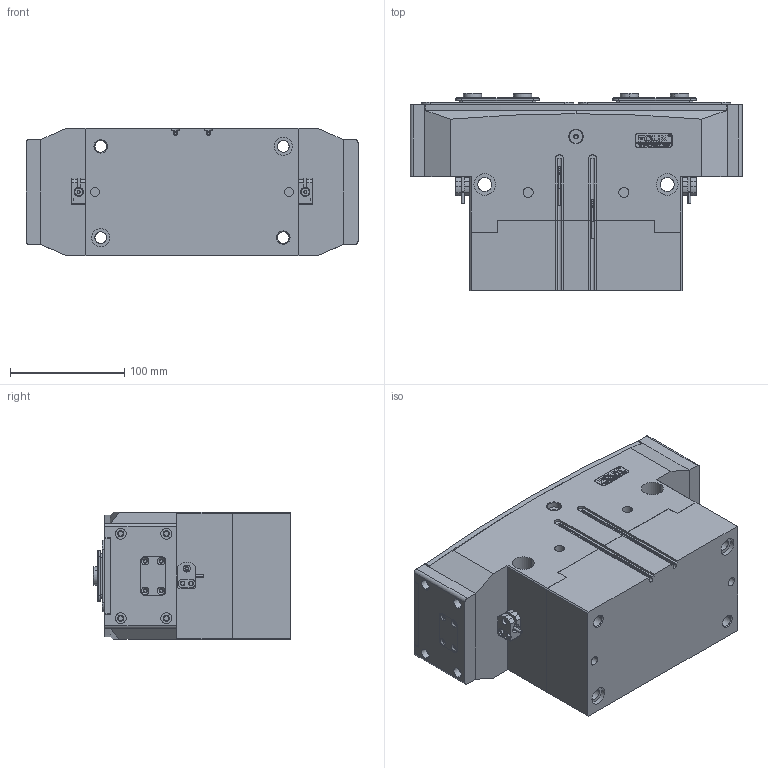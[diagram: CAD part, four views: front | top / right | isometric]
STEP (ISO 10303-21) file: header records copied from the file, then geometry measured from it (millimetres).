
FILE_DESCRIPTION (( 'STEP AP203' ), '1' );
FILE_NAME ('FR113-265-S-P-NC.STEP', '2025-01-15T02:28:03', ( 'USER-' ), ( 'Microsoft' ), 'SwSTEP 2.0', 'SolidWorks 2018', '' );
FILE_SCHEMA (( 'CONFIG_CONTROL_DESIGN' ));
Length unit declared in the file: millimetre
Products named in the file (19): 8-30 換覜ん; ﾏ擎ﾗ16｡ﾁ12｡ﾁ8; 32x12-R2; 埴翐芛_GB_FASTENER_SCREWS_HSHCS M2X8-N; TRT113-265-M-14 忒硌薊啣; FR113-265-S-P-NC; TRT113-265-M-11 奻葡裔啣; TRT113-265-S-02 喘倛賑輸; TR240-15耜猾苤裔耀倰; TRT113-265-M-22B 晊扥极; TRT113-265-M-13 移动挡板(默认); FR113-265-S-P; TRT113-265-M-01 喘倛褲极; 揤輸杅耀.sldasm-Part-9; 羲壽標釱B; 揤輸蚾饜极; FR113-265-S; 棠羲換覜ん; TRT113-265-M-12 耜猾极
Assembly tree (35 placements, depth 5):
  FR113-265-S-P-NC
    FR113-265-S-P
      TRT113-265-M-11 奻葡裔啣
      TRT113-265-M-12 耜猾极  x2
      TRT113-265-M-14 忒硌薊啣  x2
      TRT113-265-M-13 移动挡板(默认)  x2
      TR240-15耜猾苤裔耀倰  x2
      ﾏ擎ﾗ16｡ﾁ12｡ﾁ8  x4
      FR113-265-S
        TRT113-265-M-01 喘倛褲极
        TRT113-265-S-02 喘倛賑輸  x2
        羲壽標釱B  x2
        8-30 換覜ん  x2
        揤輸蚾饜极  x2
          揤輸杅耀.sldasm-Part-9
          埴翐芛_GB_FASTENER_SCREWS_HSHCS M2X8-N
        32x12-R2
        棠羲換覜ん  x2
        ﾏ擎ﾗ16｡ﾁ12｡ﾁ8  x4
    TRT113-265-M-22B 晊扥极
Bounding box: 291 x 173 x 112 mm (x, y, z)
Volume: 3774464.6 mm3; surface area: 476539.6 mm2
Topology: 34 solids, 44 shells, 1863 faces, 4719 edges, 2997 vertices
Faces by surface type: plane 800, cylinder 609, cone 291, bspline 155, torus 8
Entity records: 49170 total; most frequent: CARTESIAN_POINT 14119, ORIENTED_EDGE 6840, DIRECTION 6507, EDGE_CURVE 3420, VERTEX_POINT 2232, AXIS2_PLACEMENT_3D 2202, LINE 2103, VECTOR 2103
